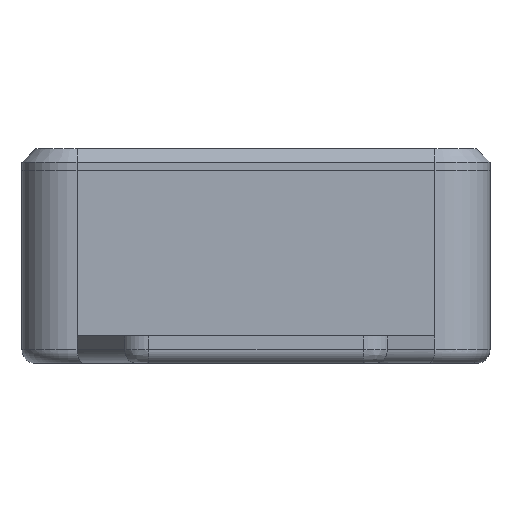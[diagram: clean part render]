
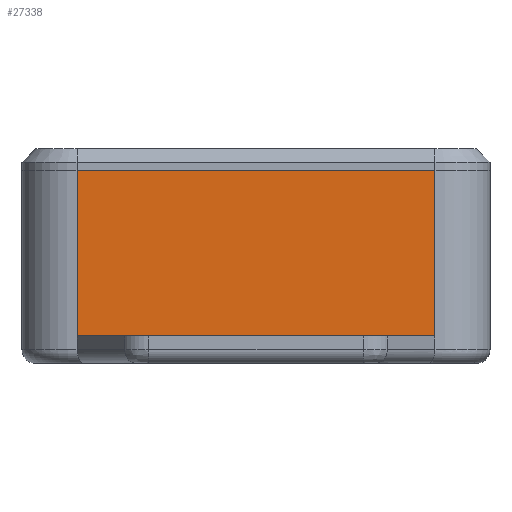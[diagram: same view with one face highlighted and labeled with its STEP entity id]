
A CAD part, front view. The second image highlights one B-rep face of the part: STEP entity #27338.
In plain terms, the highlighted planar face has unit normal (0, -1, 0).
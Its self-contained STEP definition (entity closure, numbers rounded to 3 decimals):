
#1618=PLANE('',#29923);
#3074=FACE_OUTER_BOUND('',#4757,.T.);
#4757=EDGE_LOOP('',(#24725,#24726,#24727,#24728));
#7322=LINE('',#47195,#10097);
#7354=LINE('',#47273,#10129);
#7473=LINE('',#47590,#10248);
#7474=LINE('',#47592,#10249);
#10097=VECTOR('',#36916,10.);
#10129=VECTOR('',#36998,10.);
#10248=VECTOR('',#37329,10.);
#10249=VECTOR('',#37332,10.);
#13483=VERTEX_POINT('',#47192);
#13484=VERTEX_POINT('',#47194);
#13505=VERTEX_POINT('',#47269);
#13597=VERTEX_POINT('',#47588);
#17129=EDGE_CURVE('',#13483,#13484,#7322,.T.);
#17168=EDGE_CURVE('',#13505,#13484,#7354,.T.);
#17323=EDGE_CURVE('',#13597,#13483,#7473,.T.);
#17324=EDGE_CURVE('',#13505,#13597,#7474,.T.);
#24725=ORIENTED_EDGE('',*,*,#17168,.T.);
#24726=ORIENTED_EDGE('',*,*,#17129,.F.);
#24727=ORIENTED_EDGE('',*,*,#17323,.F.);
#24728=ORIENTED_EDGE('',*,*,#17324,.F.);
#27338=ADVANCED_FACE('',(#3074),#1618,.T.);
#29923=AXIS2_PLACEMENT_3D('',#47593,#37333,#37334);
#36916=DIRECTION('',(0.,0.,-1.));
#36998=DIRECTION('',(1.,0.,0.));
#37329=DIRECTION('',(1.,0.,0.));
#37332=DIRECTION('',(0.,0.,1.));
#37333=DIRECTION('center_axis',(0.,-1.,0.));
#37334=DIRECTION('ref_axis',(1.,0.,0.));
#47192=CARTESIAN_POINT('',(13.,-12.5,14.));
#47194=CARTESIAN_POINT('',(13.,-12.5,2.));
#47195=CARTESIAN_POINT('',(13.,-12.5,0.));
#47269=CARTESIAN_POINT('',(-13.,-12.5,2.));
#47273=CARTESIAN_POINT('',(-8.5,-12.5,2.));
#47588=CARTESIAN_POINT('',(-13.,-12.5,14.));
#47590=CARTESIAN_POINT('',(17.,-12.5,14.));
#47592=CARTESIAN_POINT('',(-13.,-12.5,0.));
#47593=CARTESIAN_POINT('Origin',(-17.,-12.5,0.));
